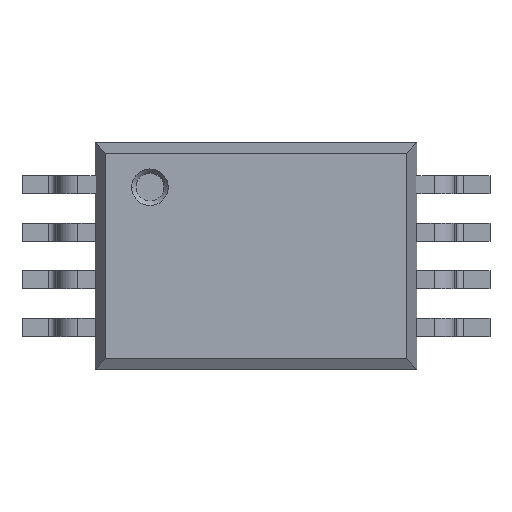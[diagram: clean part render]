
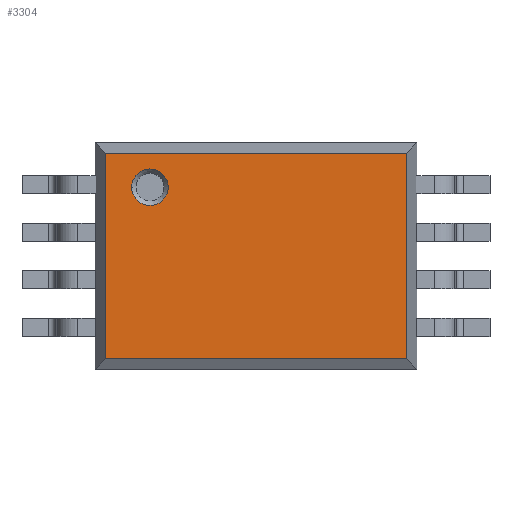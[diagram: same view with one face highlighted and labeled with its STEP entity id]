
A CAD part, top view. The second image highlights one B-rep face of the part: STEP entity #3304.
In plain terms, the highlighted planar face has unit normal (0, 0, 1).
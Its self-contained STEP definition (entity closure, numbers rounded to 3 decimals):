
#14 = VECTOR ( 'NONE', #1003, 1000. ) ;
#90 = DIRECTION ( 'NONE',  ( 1., 0., 0. ) ) ;
#154 = VERTEX_POINT ( 'NONE', #4252 ) ;
#165 = CARTESIAN_POINT ( 'NONE',  ( -2.053, 1.403, 1.2 ) ) ;
#203 = DIRECTION ( 'NONE',  ( -1., 0., 0. ) ) ;
#206 = AXIS2_PLACEMENT_3D ( 'NONE', #2170, #3592, #90 ) ;
#357 = VERTEX_POINT ( 'NONE', #3601 ) ;
#509 = ORIENTED_EDGE ( 'NONE', *, *, #758, .T. ) ;
#549 = AXIS2_PLACEMENT_3D ( 'NONE', #1127, #788, #2013 ) ;
#558 = CARTESIAN_POINT ( 'NONE',  ( -1.7, 0.94, 1.2 ) ) ;
#609 = VERTEX_POINT ( 'NONE', #4430 ) ;
#640 = CARTESIAN_POINT ( 'NONE',  ( -2.2, 1.403, 1.2 ) ) ;
#708 = EDGE_LOOP ( 'NONE', ( #5159, #2144 ) ) ;
#758 = EDGE_CURVE ( 'NONE', #609, #154, #5095, .T. ) ;
#778 = CARTESIAN_POINT ( 'NONE',  ( -2.2, -1.403, 1.2 ) ) ;
#788 = DIRECTION ( 'NONE',  ( 0., 0., 1. ) ) ;
#848 = VECTOR ( 'NONE', #203, 1000. ) ;
#1003 = DIRECTION ( 'NONE',  ( 0., -1., 0. ) ) ;
#1028 = EDGE_CURVE ( 'NONE', #154, #4060, #4087, .T. ) ;
#1127 = CARTESIAN_POINT ( 'NONE',  ( -2.2, -1.55, 1.2 ) ) ;
#1191 = EDGE_CURVE ( 'NONE', #5528, #609, #2988, .T. ) ;
#1261 = CIRCLE ( 'NONE', #3462, 0.25 ) ;
#1542 = PLANE ( 'NONE',  #549 ) ;
#1678 = DIRECTION ( 'NONE',  ( 1., 0., 0. ) ) ;
#1792 = LINE ( 'NONE', #4983, #14 ) ;
#2013 = DIRECTION ( 'NONE',  ( 1., 0., 0. ) ) ;
#2094 = DIRECTION ( 'NONE',  ( 0., 0., 1. ) ) ;
#2144 = ORIENTED_EDGE ( 'NONE', *, *, #3696, .F. ) ;
#2170 = CARTESIAN_POINT ( 'NONE',  ( -1.45, 0.94, 1.2 ) ) ;
#2314 = EDGE_CURVE ( 'NONE', #4060, #5528, #1792, .T. ) ;
#2610 = VERTEX_POINT ( 'NONE', #558 ) ;
#2880 = FACE_BOUND ( 'NONE', #708, .T. ) ;
#2988 = LINE ( 'NONE', #778, #3199 ) ;
#3042 = EDGE_LOOP ( 'NONE', ( #3778, #3469, #509, #5272 ) ) ;
#3189 = CIRCLE ( 'NONE', #206, 0.25 ) ;
#3199 = VECTOR ( 'NONE', #1678, 1000. ) ;
#3287 = CARTESIAN_POINT ( 'NONE',  ( 2.053, 1.55, 1.2 ) ) ;
#3304 = ADVANCED_FACE ( 'NONE', ( #2880, #3338 ), #1542, .T. ) ;
#3338 = FACE_OUTER_BOUND ( 'NONE', #3042, .T. ) ;
#3391 = CARTESIAN_POINT ( 'NONE',  ( -1.45, 0.94, 1.2 ) ) ;
#3462 = AXIS2_PLACEMENT_3D ( 'NONE', #3391, #2094, #4300 ) ;
#3469 = ORIENTED_EDGE ( 'NONE', *, *, #1191, .T. ) ;
#3592 = DIRECTION ( 'NONE',  ( 0., 0., 1. ) ) ;
#3601 = CARTESIAN_POINT ( 'NONE',  ( -1.2, 0.94, 1.2 ) ) ;
#3696 = EDGE_CURVE ( 'NONE', #2610, #357, #3189, .T. ) ;
#3778 = ORIENTED_EDGE ( 'NONE', *, *, #2314, .T. ) ;
#4016 = CARTESIAN_POINT ( 'NONE',  ( -2.053, -1.403, 1.2 ) ) ;
#4060 = VERTEX_POINT ( 'NONE', #165 ) ;
#4087 = LINE ( 'NONE', #640, #848 ) ;
#4252 = CARTESIAN_POINT ( 'NONE',  ( 2.053, 1.403, 1.2 ) ) ;
#4300 = DIRECTION ( 'NONE',  ( 1., 0., 0. ) ) ;
#4430 = CARTESIAN_POINT ( 'NONE',  ( 2.053, -1.403, 1.2 ) ) ;
#4942 = VECTOR ( 'NONE', #5070, 1000. ) ;
#4983 = CARTESIAN_POINT ( 'NONE',  ( -2.053, 1.55, 1.2 ) ) ;
#5063 = EDGE_CURVE ( 'NONE', #357, #2610, #1261, .T. ) ;
#5070 = DIRECTION ( 'NONE',  ( 0., 1., 0. ) ) ;
#5095 = LINE ( 'NONE', #3287, #4942 ) ;
#5159 = ORIENTED_EDGE ( 'NONE', *, *, #5063, .F. ) ;
#5272 = ORIENTED_EDGE ( 'NONE', *, *, #1028, .T. ) ;
#5528 = VERTEX_POINT ( 'NONE', #4016 ) ;
